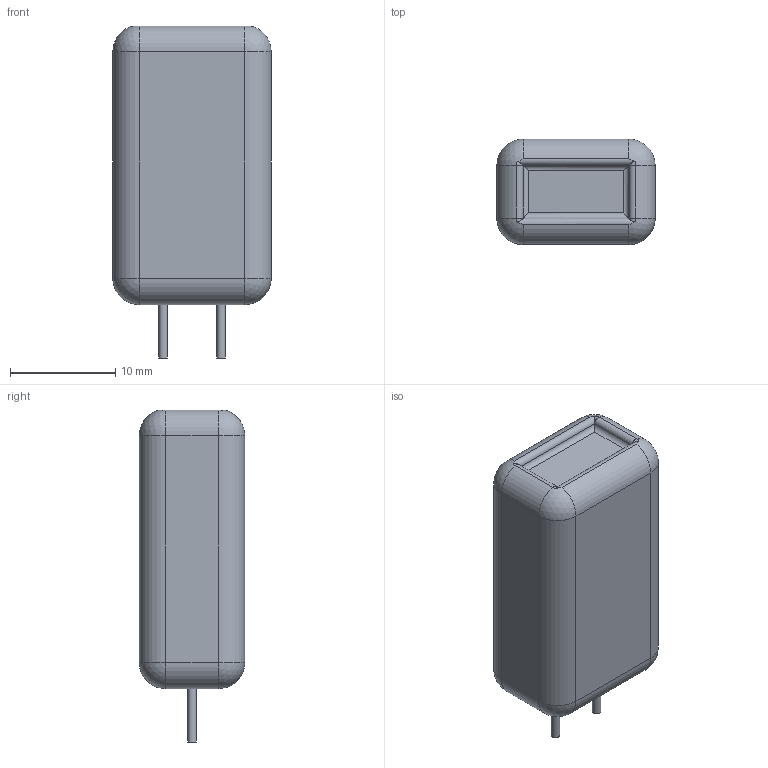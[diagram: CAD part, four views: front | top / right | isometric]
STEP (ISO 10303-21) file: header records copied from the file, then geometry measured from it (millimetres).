
FILE_DESCRIPTION(/* description */ ('STEP AP214'),/* implementation_level */ '2;1');
FILE_NAME(/* name */ 'TFR_DFP10112_TDK.step',/* time_stamp */ '2025-01-11T02:06:43+01:00',/* author */ ('remi.decoster'),/* organization */ (''),/* preprocessor_version */ 'ST-DEVELOPER v18.1',/* originating_system */ 'Autodesk Inventor 2021',/* authorisation */ '');
FILE_SCHEMA (('CONFIG_CONTROL_DESIGN'));
Length unit declared in the file: millimetre
Products named in the file (1): TFR_DFP10112_TDK
Bounding box: 15.01 x 10.01 x 31.48 mm (x, y, z)
Volume: 3679.3 mm3; surface area: 1441.9 mm2
Topology: 3 solids, 3 shells, 48 faces, 94 edges, 52 vertices
Faces by surface type: cylinder 22, plane 10, sphere 8, bspline 4, torus 4
Full cylindrical faces by diameter (mm): 0.838 x2
Entity records: 1442 total; most frequent: CARTESIAN_POINT 365, DIRECTION 212, ORIENTED_EDGE 188, EDGE_CURVE 94, AXIS2_PLACEMENT_3D 89, VERTEX_POINT 52, FACE_OUTER_BOUND 48, EDGE_LOOP 48
